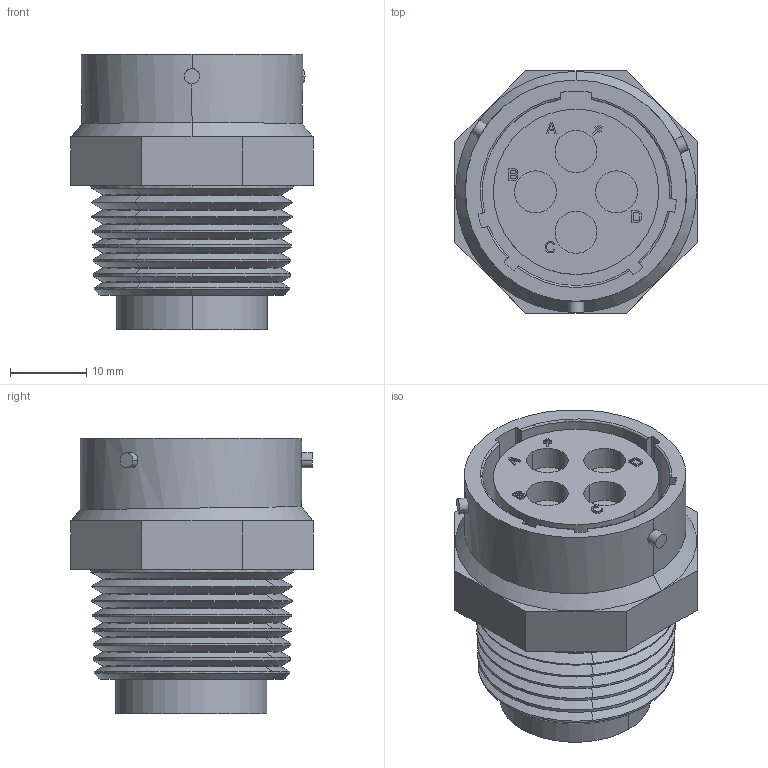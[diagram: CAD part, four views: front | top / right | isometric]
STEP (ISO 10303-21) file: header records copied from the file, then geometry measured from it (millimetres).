
FILE_DESCRIPTION((''),'2;1');
FILE_NAME('ABC','2013-02-13T',('Jiping'),('Souriau'),'PRO/ENGINEER BY PARAMETRIC TECHNOLOGY CORPORATION, 2010140','PRO/ENGINEER BY PARAMETRIC TECHNOLOGY CORPORATION, 2010140','');
FILE_SCHEMA(('CONFIG_CONTROL_DESIGN'));
Length unit declared in the file: millimetre
Products named in the file (1): ABC
Bounding box: 31.75 x 31.75 x 36.06 mm (x, y, z)
Volume: 19212.6 mm3; surface area: 7077.1 mm2
Topology: 1 solids, 1 shells, 451 faces, 1209 edges, 792 vertices
Faces by surface type: plane 324, cone 70, cylinder 52, torus 5
Entity records: 14225 total; most frequent: CARTESIAN_POINT 2755, ORIENTED_EDGE 2418, DIRECTION 2296, EDGE_CURVE 1209, VECTOR 968, LINE 968, VERTEX_POINT 792, AXIS2_PLACEMENT_3D 664
